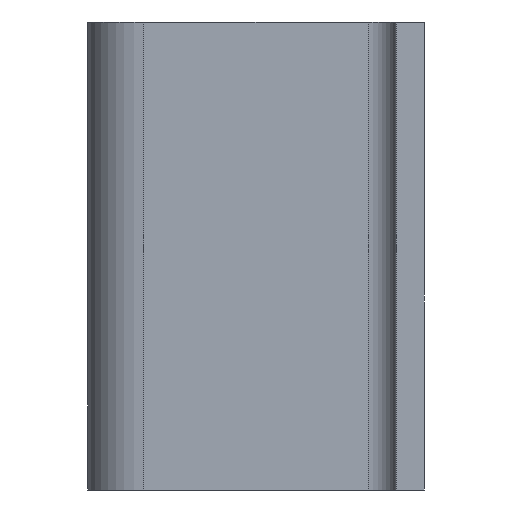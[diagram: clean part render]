
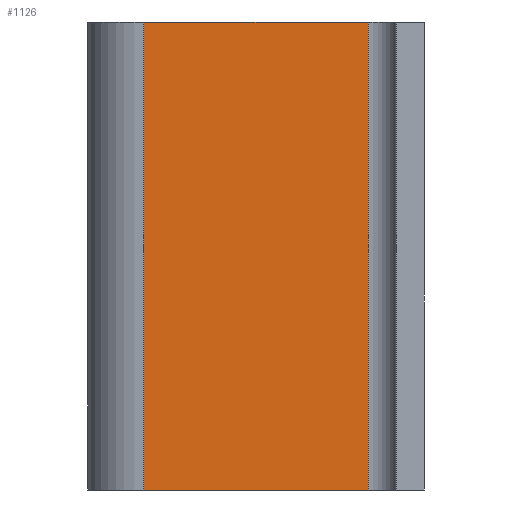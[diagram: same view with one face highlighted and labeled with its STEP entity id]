
A CAD part, left-side view. The second image highlights one B-rep face of the part: STEP entity #1126.
In plain terms, the highlighted planar face has unit normal (-1, 0, 0).
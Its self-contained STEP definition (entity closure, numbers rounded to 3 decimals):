
#72 = VERTEX_POINT ( 'NONE', #376 ) ;
#143 = LINE ( 'NONE', #895, #148 ) ;
#145 = LINE ( 'NONE', #880, #150 ) ;
#148 = VECTOR ( 'NONE', #873, 1000. ) ;
#150 = VECTOR ( 'NONE', #871, 1000. ) ;
#274 = LINE ( 'NONE', #756, #275 ) ;
#275 = VECTOR ( 'NONE', #752, 1000. ) ;
#286 = LINE ( 'NONE', #1320, #288 ) ;
#288 = VECTOR ( 'NONE', #1338, 1000. ) ;
#376 = CARTESIAN_POINT ( 'NONE',  ( -88., -6., -25. ) ) ;
#460 = CARTESIAN_POINT ( 'NONE',  ( -88., -6., 25. ) ) ;
#464 = PLANE ( 'NONE',  #1764 ) ;
#466 = DIRECTION ( 'NONE',  ( -1., 0., 0. ) ) ;
#467 = DIRECTION ( 'NONE',  ( 0., 0., 1. ) ) ;
#655 = CARTESIAN_POINT ( 'NONE',  ( -88., -6., 25. ) ) ;
#660 = CARTESIAN_POINT ( 'NONE',  ( -88., -30., 25. ) ) ;
#667 = CARTESIAN_POINT ( 'NONE',  ( -88., -30., -25. ) ) ;
#725 = ORIENTED_EDGE ( 'NONE', *, *, #1712, .T. ) ;
#726 = ORIENTED_EDGE ( 'NONE', *, *, #1568, .F. ) ;
#727 = ORIENTED_EDGE ( 'NONE', *, *, #1704, .F. ) ;
#728 = ORIENTED_EDGE ( 'NONE', *, *, #1567, .T. ) ;
#752 = DIRECTION ( 'NONE',  ( 0., 1., 0. ) ) ;
#756 = CARTESIAN_POINT ( 'NONE',  ( -88., -6., -25. ) ) ;
#871 = DIRECTION ( 'NONE',  ( 0., 0., -1. ) ) ;
#873 = DIRECTION ( 'NONE',  ( 0., 0., -1. ) ) ;
#880 = CARTESIAN_POINT ( 'NONE',  ( -88., -30., 25. ) ) ;
#895 = CARTESIAN_POINT ( 'NONE',  ( -88., -6., 25. ) ) ;
#1126 = ADVANCED_FACE ( 'NONE', ( #1400 ), #464, .T. ) ;
#1320 = CARTESIAN_POINT ( 'NONE',  ( -88., -6., 25. ) ) ;
#1338 = DIRECTION ( 'NONE',  ( 0., 1., 0. ) ) ;
#1366 = VERTEX_POINT ( 'NONE', #655 ) ;
#1371 = VERTEX_POINT ( 'NONE', #660 ) ;
#1378 = VERTEX_POINT ( 'NONE', #667 ) ;
#1400 = FACE_OUTER_BOUND ( 'NONE', #1886, .T. ) ;
#1567 = EDGE_CURVE ( 'NONE', #1366, #72, #143, .T. ) ;
#1568 = EDGE_CURVE ( 'NONE', #1371, #1378, #145, .T. ) ;
#1704 = EDGE_CURVE ( 'NONE', #1378, #72, #274, .T. ) ;
#1712 = EDGE_CURVE ( 'NONE', #1371, #1366, #286, .T. ) ;
#1764 = AXIS2_PLACEMENT_3D ( 'NONE', #460, #466, #467 ) ;
#1886 = EDGE_LOOP ( 'NONE', ( #728, #727, #726, #725 ) ) ;
